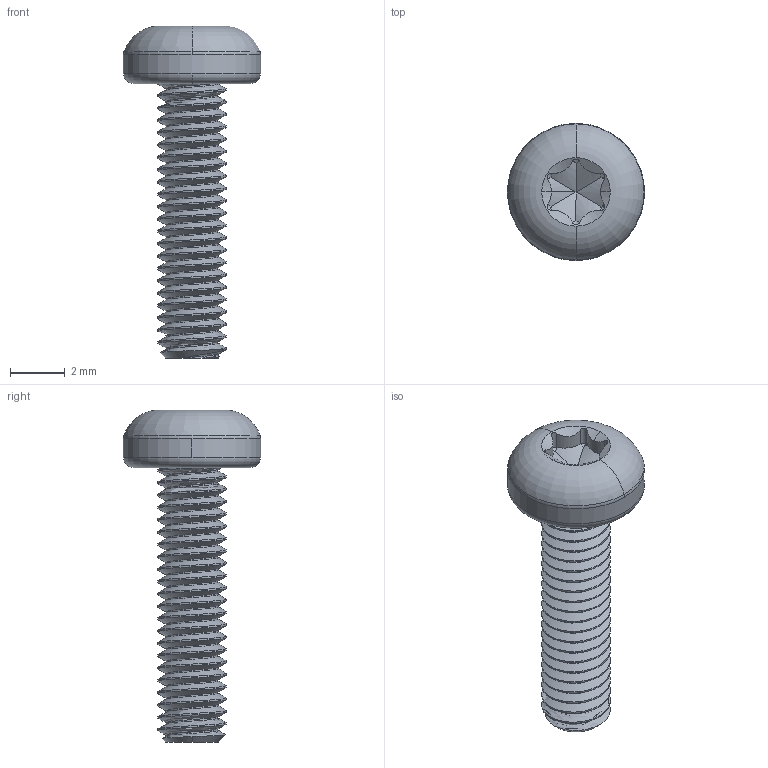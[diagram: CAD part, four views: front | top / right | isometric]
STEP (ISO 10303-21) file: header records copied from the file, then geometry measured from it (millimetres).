
FILE_DESCRIPTION (( 'STEP AP203' ), '1' );
FILE_NAME ('90362A147_18-8 Stainless Steel Pan Head Torx Screws.STEP', '2021-09-15T00:18:55', ( 'Administrator' ), ( 'Managed by Terraform' ), 'SwSTEP 2.0', 'SolidWorks 2017', '' );
FILE_SCHEMA (( 'CONFIG_CONTROL_DESIGN' ));
Length unit declared in the file: millimetre
Products named in the file (1): 90362A147_18-8 Stainless Steel Pan Head Torx Screws
Bounding box: 5 x 5 x 12.1 mm (x, y, z)
Volume: 71.7 mm3; surface area: 185.7 mm2
Topology: 1 solids, 1 shells, 160 faces, 453 edges, 288 vertices
Faces by surface type: cylinder 129, cone 20, torus 6, bspline 3, plane 2
Entity records: 7049 total; most frequent: CARTESIAN_POINT 3582, ORIENTED_EDGE 890, DIRECTION 553, EDGE_CURVE 445, VERTEX_POINT 288, AXIS2_PLACEMENT_3D 203, EDGE_LOOP 161, FACE_OUTER_BOUND 160
